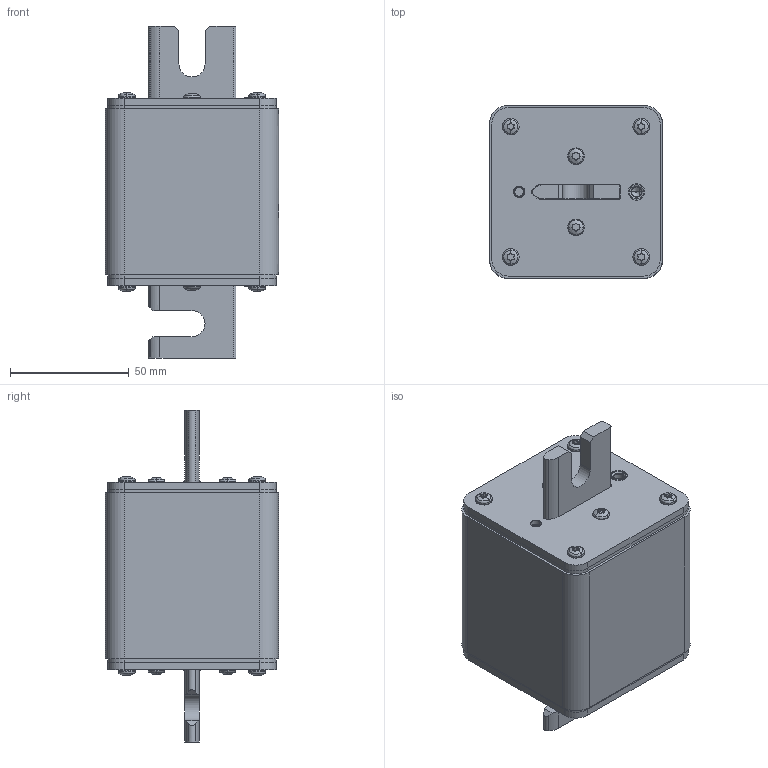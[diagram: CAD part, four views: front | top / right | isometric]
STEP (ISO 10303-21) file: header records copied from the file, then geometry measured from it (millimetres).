
FILE_DESCRIPTION((''),'2;1');
FILE_NAME('004735136_NHS3_110_M_UQ01_1250V_ASM','2025-03-19T13:58:54',('klemen.sitar'),('Audax d.o.o.'),'CREO PARAMETRIC BY PTC INC, 2021304','CREO PARAMETRIC BY PTC INC, 2021304','');
FILE_SCHEMA(('AP242_MANAGED_MODEL_BASED_3D_ENGINEERING_MIM_LF { 1 0 10303 442 1 1 4 }'));
Length unit declared in the file: millimetre
Products named in the file (15): 0000031897_4; 0000070748_1; 0000045921_2; 0000019000_AF0_2; 0000020139_AF0_12; 0000047205_ASM_6_ASM; 0000019000_AF1_2; 0000020161_AF0_10; 0000047204_ASM_4_ASM; 0000037877_1; 0000011599_1; 0000070275_1; 0000031301_1; 0000002790_9; 004735136_NHS3_110_M_UQ01_1250V_ASM
Assembly tree (28 placements, depth 3):
  004735136_NHS3_110_M_UQ01_1250V_ASM
    0000031897_4
    0000070748_1  x2
    0000045921_2  x2
    0000047205_ASM_6_ASM
      0000019000_AF0_2
      0000020139_AF0_12
    0000047204_ASM_4_ASM
      0000019000_AF1_2
      0000020161_AF0_10
    0000037877_1
    0000011599_1  x2
    0000070275_1  x4
    0000031301_1  x8
    0000002790_9  x2
Bounding box: 73 x 73 x 140 mm (x, y, z)
Volume: 260183.1 mm3; surface area: 102949.1 mm2
Topology: 26 solids, 52 shells, 1568 faces, 4003 edges, 2498 vertices
Faces by surface type: cylinder 695, plane 645, cone 96, torus 92, sphere 24, bspline 16
Entity records: 25491 total; most frequent: CARTESIAN_POINT 4432, DIRECTION 3333, ORIENTED_EDGE 3012, PRESENTATION_STYLE_ASSIGNMENT 1570, STYLED_ITEM 1567, CURVE_STYLE 1539, EDGE_CURVE 1539, AXIS2_PLACEMENT_3D 1299
